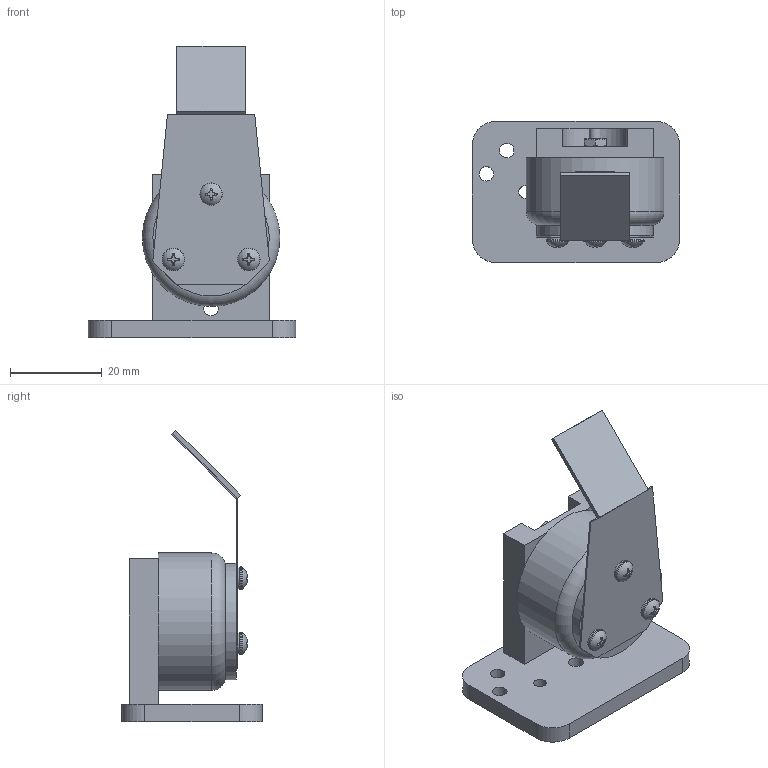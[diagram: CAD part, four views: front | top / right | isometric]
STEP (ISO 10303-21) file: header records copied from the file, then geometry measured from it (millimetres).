
FILE_DESCRIPTION(/* description */ ('STEP AP242','CAx-IF Rec.Pracs.---Representation and Presentation of Product Manufacturing Information (PMI)---4.0---2014-10-13','CAx-IF Rec.Pracs.---3D Tessellated Geometry---0.4---2014-09-14','2;1'),/* implementation_level */ '2;1');
FILE_NAME(/* name */ '652dff27c7174669e347eeb4',/* time_stamp */ '2023-10-17T03:27:35Z',/* author */ (''),/* organization */ (''),/* preprocessor_version */ 'ST-DEVELOPER v19.4',/* originating_system */ ' ',/* authorisation */ ' ');
FILE_SCHEMA (('AP242_MANAGED_MODEL_BASED_3D_ENGINEERING_MIM_LF { 1 0 10303 442 1 1 4 }'));
Length unit declared in the file: metre
Products named in the file (12): SH10-MP-DM; rotor; 91772A089_Passivated 18-8 Stainless Steel Pan Head Phillips Screw; 96640A110_Black-Oxide 18-8 Stainless Steel Phillips Flat Head Screws; blade-bottom; 90480A004_Low-Strength Steel Hex Nut; 90945A707_18-8 Stainless Steel Mil. Spec. Washer; base; plate; blade-top; mirror; mount
Assembly tree (17 placements, depth 2):
  SH10-MP-DM
    rotor
    91772A089_Passivated 18-8 Stainless Steel Pan Head Phillips Screw  x3
    96640A110_Black-Oxide 18-8 Stainless Steel Phillips Flat Head Screws  x2
    blade-bottom
    90480A004_Low-Strength Steel Hex Nut  x2
    90945A707_18-8 Stainless Steel Mil. Spec. Washer  x3
    base
    plate
    blade-top
    mirror
    mount
Bounding box: 45.21 x 30.78 x 63.61 mm (x, y, z)
Volume: 20734.1 mm3; surface area: 13806.6 mm2
Topology: 17 solids, 17 shells, 400 faces, 1111 edges, 758 vertices
Faces by surface type: plane 165, cylinder 113, cone 83, bspline 26, torus 10, sphere 3
Full cylindrical faces by diameter (mm): 2 x3, 2.54 x2, 2.591 x3, 2.667 x5, 2.705 x6, 2.896 x3, 3.175 x3, 3.3 x1, 3.505 x8, 3.912 x2, 4.572 x3, 4.902 x3, 12.7 x1, 14 x1, 25.41 x1, 30 x1
Entity records: 8086 total; most frequent: CARTESIAN_POINT 3024, ORIENTED_EDGE 972, DIRECTION 936, EDGE_CURVE 486, AXIS2_PLACEMENT_3D 383, VERTEX_POINT 362, FACE_BOUND 300, EDGE_LOOP 297
